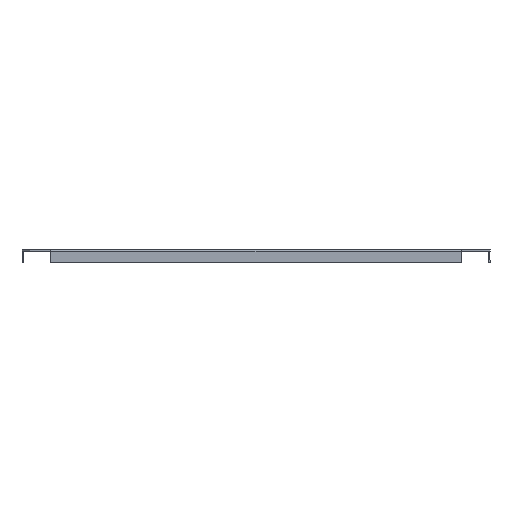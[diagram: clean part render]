
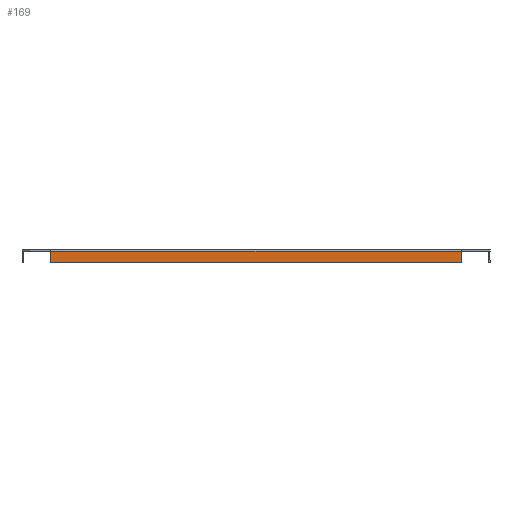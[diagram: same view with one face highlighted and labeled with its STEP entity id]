
A CAD part, front view. The second image highlights one B-rep face of the part: STEP entity #169.
In plain terms, the highlighted planar face has unit normal (0, -1, 0).
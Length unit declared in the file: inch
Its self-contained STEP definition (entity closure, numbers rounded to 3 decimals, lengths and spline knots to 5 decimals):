
#130=CARTESIAN_POINT('',(26.482,0.0,0.09375));
#131=DIRECTION('',(0.0,-1.0,0.0));
#132=DIRECTION('',(0.0,0.0,-1.0));
#133=AXIS2_PLACEMENT_3D('',#130,#131,#132);
#134=PLANE('',#133);
#135=CARTESIAN_POINT('',(1.718,0.0,-0.0156));
#136=VERTEX_POINT('',#135);
#137=CARTESIAN_POINT('',(26.482,0.0,-0.0156));
#138=VERTEX_POINT('',#137);
#139=CARTESIAN_POINT('',(1.718,0.,-0.0156));
#140=DIRECTION('',(1.0,0.0,0.0));
#141=VECTOR('',#140,24.764);
#142=LINE('',#139,#141);
#143=EDGE_CURVE('',#136,#138,#142,.T.);
#144=ORIENTED_EDGE('',*,*,#143,.F.);
#145=CARTESIAN_POINT('',(1.718,0.,-0.68025));
#146=VERTEX_POINT('',#145);
#147=CARTESIAN_POINT('',(1.718,0.,-0.0156));
#148=DIRECTION('',(0.0,0.0,-1.0));
#149=VECTOR('',#148,0.66465);
#150=LINE('',#147,#149);
#151=EDGE_CURVE('',#136,#146,#150,.T.);
#152=ORIENTED_EDGE('',*,*,#151,.T.);
#153=CARTESIAN_POINT('',(26.482,0.,-0.68025));
#154=VERTEX_POINT('',#153);
#155=CARTESIAN_POINT('',(26.482,0.,-0.68025));
#156=DIRECTION('',(-1.0,0.0,0.0));
#157=VECTOR('',#156,24.764);
#158=LINE('',#155,#157);
#159=EDGE_CURVE('',#154,#146,#158,.T.);
#160=ORIENTED_EDGE('',*,*,#159,.F.);
#161=CARTESIAN_POINT('',(26.482,0.,-0.68025));
#162=DIRECTION('',(0.0,0.0,1.0));
#163=VECTOR('',#162,0.66465);
#164=LINE('',#161,#163);
#165=EDGE_CURVE('',#154,#138,#164,.T.);
#166=ORIENTED_EDGE('',*,*,#165,.T.);
#167=EDGE_LOOP('',(#144,#152,#160,#166));
#168=FACE_OUTER_BOUND('',#167,.T.);
#169=ADVANCED_FACE('',(#168),#134,.T.);
